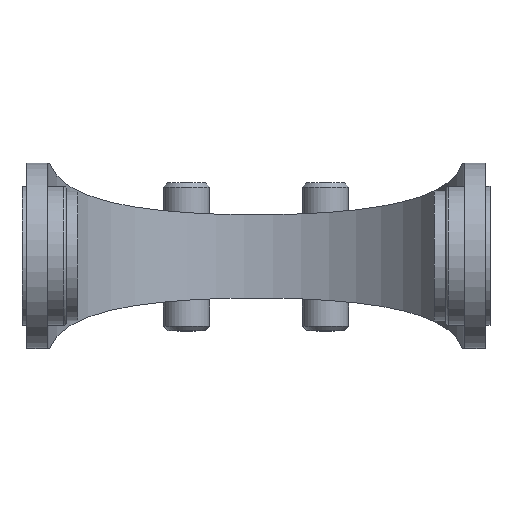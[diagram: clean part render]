
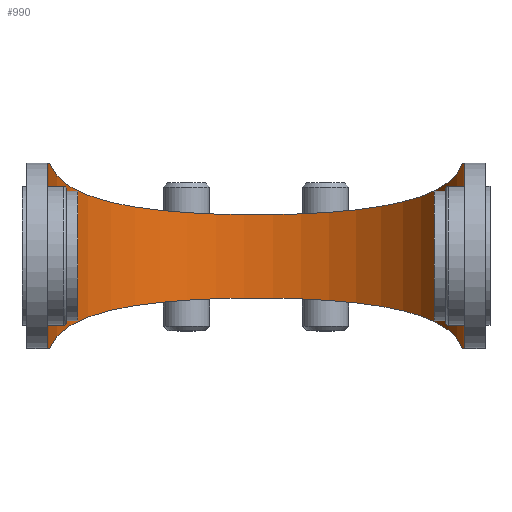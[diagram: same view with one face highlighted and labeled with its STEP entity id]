
A CAD part, top view. The second image highlights one B-rep face of the part: STEP entity #990.
In plain terms, the highlighted cylindrical face has radius 200.025 mm (diameter 400.05 mm), a partial arc.
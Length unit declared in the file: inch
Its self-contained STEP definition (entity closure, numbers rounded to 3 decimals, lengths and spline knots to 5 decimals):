
#18=B_SPLINE_CURVE_WITH_KNOTS('',3,(#1547,#1548,#1549,#1550,#1551,#1552,
#1553,#1554,#1555,#1556,#1557,#1558,#1559,#1560,#1561,#1562,#1563,#1564,
#1565,#1566,#1567,#1568,#1569,#1570,#1571,#1572,#1573,#1574,#1575,#1576),
 .UNSPECIFIED.,.F.,.F.,(4,2,2,2,2,2,2,2,2,2,2,2,2,2,4),(2.57149,
2.74681,4.12022,5.49363,6.7891,8.08458,
9.38006,10.67554,11.97102,13.2665,14.56197,
15.85745,17.23086,18.60426,18.77958),
 .UNSPECIFIED.);
#39=B_SPLINE_CURVE_WITH_KNOTS('',3,(#1825,#1826,#1827,#1828,#1829,#1830,
#1831,#1832,#1833,#1834,#1835,#1836,#1837,#1838,#1839,#1840,#1841,#1842,
#1843,#1844,#1845,#1846,#1847,#1848,#1849,#1850,#1851,#1852,#1853,#1854),
 .UNSPECIFIED.,.F.,.F.,(4,2,2,2,2,2,2,2,2,2,2,2,2,2,4),(-18.78012,
-18.60514,-17.23167,-15.85819,-14.56266,
-13.26712,-11.97158,-10.67604,-9.38051,
-8.08497,-6.78943,-5.4939,-4.12042,
-2.74695,-2.57197),.UNSPECIFIED.);
#92=LINE('',#1877,#140);
#94=LINE('',#1885,#142);
#140=VECTOR('',#1293,137.79528);
#142=VECTOR('',#1303,137.79528);
#179=CYLINDRICAL_SURFACE('',#1098,7.875);
#213=FACE_OUTER_BOUND('',#271,.T.);
#271=EDGE_LOOP('',(#734,#735,#736,#737,#738,#739,#740,#741));
#354=CIRCLE('',#1099,7.875);
#355=CIRCLE('',#1100,7.875);
#356=CIRCLE('',#1101,7.875);
#357=CIRCLE('',#1102,7.875);
#418=VERTEX_POINT('',#1545);
#419=VERTEX_POINT('',#1546);
#437=VERTEX_POINT('',#1711);
#447=VERTEX_POINT('',#1823);
#454=VERTEX_POINT('',#1874);
#455=VERTEX_POINT('',#1876);
#456=VERTEX_POINT('',#1882);
#457=VERTEX_POINT('',#1884);
#524=EDGE_CURVE('',#418,#419,#18,.T.);
#555=EDGE_CURVE('',#437,#447,#39,.T.);
#566=EDGE_CURVE('',#454,#455,#92,.T.);
#568=EDGE_CURVE('',#455,#418,#354,.T.);
#569=EDGE_CURVE('',#454,#437,#355,.T.);
#570=EDGE_CURVE('',#447,#456,#356,.T.);
#571=EDGE_CURVE('',#456,#457,#94,.T.);
#572=EDGE_CURVE('',#419,#457,#357,.T.);
#734=ORIENTED_EDGE('',*,*,#524,.F.);
#735=ORIENTED_EDGE('',*,*,#568,.F.);
#736=ORIENTED_EDGE('',*,*,#566,.F.);
#737=ORIENTED_EDGE('',*,*,#569,.T.);
#738=ORIENTED_EDGE('',*,*,#555,.T.);
#739=ORIENTED_EDGE('',*,*,#570,.T.);
#740=ORIENTED_EDGE('',*,*,#571,.T.);
#741=ORIENTED_EDGE('',*,*,#572,.F.);
#990=ADVANCED_FACE('',(#213),#179,.F.);
#1098=AXIS2_PLACEMENT_3D('',#1879,#1295,#1296);
#1099=AXIS2_PLACEMENT_3D('',#1880,#1297,#1298);
#1100=AXIS2_PLACEMENT_3D('',#1881,#1299,#1300);
#1101=AXIS2_PLACEMENT_3D('',#1883,#1301,#1302);
#1102=AXIS2_PLACEMENT_3D('',#1886,#1304,#1305);
#1293=DIRECTION('',(0.,1.,0.));
#1295=DIRECTION('center_axis',(0.,-1.,0.));
#1296=DIRECTION('ref_axis',(0.,0.,-1.));
#1297=DIRECTION('center_axis',(0.,-1.,0.));
#1298=DIRECTION('ref_axis',(-1.,0.,0.));
#1299=DIRECTION('center_axis',(0.,-1.,0.));
#1300=DIRECTION('ref_axis',(-1.,0.,0.));
#1301=DIRECTION('center_axis',(0.,-1.,0.));
#1302=DIRECTION('ref_axis',(-1.,0.,0.));
#1303=DIRECTION('',(0.,1.,0.));
#1304=DIRECTION('center_axis',(0.,-1.,0.));
#1305=DIRECTION('ref_axis',(-1.,0.,0.));
#1545=CARTESIAN_POINT('',(-7.80078,3.5,-9.38));
#1546=CARTESIAN_POINT('',(7.80078,3.5,-9.38));
#1547=CARTESIAN_POINT('Ctrl Pts',(-7.80078,3.5,-9.38));
#1548=CARTESIAN_POINT('Ctrl Pts',(-7.79,3.46907,-9.45797));
#1549=CARTESIAN_POINT('Ctrl Pts',(-7.77803,3.43849,-9.5359));
#1550=CARTESIAN_POINT('Ctrl Pts',(-7.66184,3.17154,-10.22333));
#1551=CARTESIAN_POINT('Ctrl Pts',(-7.48486,2.95686,-10.82793));
#1552=CARTESIAN_POINT('Ctrl Pts',(-6.99231,2.58084,-11.97752));
#1553=CARTESIAN_POINT('Ctrl Pts',(-6.67666,2.41935,-12.52242));
#1554=CARTESIAN_POINT('Ctrl Pts',(-5.95989,2.15602,-13.48141));
#1555=CARTESIAN_POINT('Ctrl Pts',(-5.54763,2.0452,-13.92371));
#1556=CARTESIAN_POINT('Ctrl Pts',(-4.61642,1.86131,-14.71039));
#1557=CARTESIAN_POINT('Ctrl Pts',(-4.09755,1.788,-15.05479));
#1558=CARTESIAN_POINT('Ctrl Pts',(-2.99192,1.67508,-15.61212));
#1559=CARTESIAN_POINT('Ctrl Pts',(-2.40392,1.63518,-15.82569));
#1560=CARTESIAN_POINT('Ctrl Pts',(-1.20549,1.5834,-16.10785));
#1561=CARTESIAN_POINT('Ctrl Pts',(-0.59504,1.57149,-16.17635));
#1562=CARTESIAN_POINT('Ctrl Pts',(0.59504,1.57149,-16.17635));
#1563=CARTESIAN_POINT('Ctrl Pts',(1.20549,1.5834,-16.10785));
#1564=CARTESIAN_POINT('Ctrl Pts',(2.40392,1.63518,-15.82569));
#1565=CARTESIAN_POINT('Ctrl Pts',(2.99192,1.67508,-15.61212));
#1566=CARTESIAN_POINT('Ctrl Pts',(4.09755,1.788,-15.05479));
#1567=CARTESIAN_POINT('Ctrl Pts',(4.61642,1.86131,-14.71039));
#1568=CARTESIAN_POINT('Ctrl Pts',(5.54763,2.0452,-13.92371));
#1569=CARTESIAN_POINT('Ctrl Pts',(5.95989,2.15602,-13.48141));
#1570=CARTESIAN_POINT('Ctrl Pts',(6.67666,2.41935,-12.52242));
#1571=CARTESIAN_POINT('Ctrl Pts',(6.99231,2.58084,-11.97752));
#1572=CARTESIAN_POINT('Ctrl Pts',(7.48486,2.95686,-10.82793));
#1573=CARTESIAN_POINT('Ctrl Pts',(7.66184,3.17154,-10.22333));
#1574=CARTESIAN_POINT('Ctrl Pts',(7.77803,3.43849,-9.5359));
#1575=CARTESIAN_POINT('Ctrl Pts',(7.79,3.46907,-9.45797));
#1576=CARTESIAN_POINT('Ctrl Pts',(7.80078,3.5,-9.38));
#1711=CARTESIAN_POINT('',(-7.80078,-3.5,-9.38));
#1823=CARTESIAN_POINT('',(7.80078,-3.5,-9.38));
#1825=CARTESIAN_POINT('Ctrl Pts',(-7.80078,-3.5,-9.38));
#1826=CARTESIAN_POINT('Ctrl Pts',(-7.79002,-3.46913,-9.45782));
#1827=CARTESIAN_POINT('Ctrl Pts',(-7.77808,-3.43861,-9.53559));
#1828=CARTESIAN_POINT('Ctrl Pts',(-7.66195,-3.17169,-10.2229));
#1829=CARTESIAN_POINT('Ctrl Pts',(-7.48499,-2.957,-10.82753));
#1830=CARTESIAN_POINT('Ctrl Pts',(-6.99248,-2.58094,-11.9772));
#1831=CARTESIAN_POINT('Ctrl Pts',(-6.67684,-2.41943,-12.52214));
#1832=CARTESIAN_POINT('Ctrl Pts',(-5.96008,-2.15607,-13.4812));
#1833=CARTESIAN_POINT('Ctrl Pts',(-5.54781,-2.04524,-13.92354));
#1834=CARTESIAN_POINT('Ctrl Pts',(-4.61658,-1.86133,-14.71027));
#1835=CARTESIAN_POINT('Ctrl Pts',(-4.0977,-1.78802,-15.0547));
#1836=CARTESIAN_POINT('Ctrl Pts',(-2.99204,-1.67509,-15.61207));
#1837=CARTESIAN_POINT('Ctrl Pts',(-2.40402,-1.63518,-15.82566));
#1838=CARTESIAN_POINT('Ctrl Pts',(-1.20554,-1.5834,-16.10784));
#1839=CARTESIAN_POINT('Ctrl Pts',(-0.59506,-1.57149,
-16.17635));
#1840=CARTESIAN_POINT('Ctrl Pts',(0.59506,-1.57149,-16.17635));
#1841=CARTESIAN_POINT('Ctrl Pts',(1.20554,-1.5834,-16.10784));
#1842=CARTESIAN_POINT('Ctrl Pts',(2.40402,-1.63518,-15.82566));
#1843=CARTESIAN_POINT('Ctrl Pts',(2.99204,-1.67509,-15.61207));
#1844=CARTESIAN_POINT('Ctrl Pts',(4.0977,-1.78802,-15.0547));
#1845=CARTESIAN_POINT('Ctrl Pts',(4.61658,-1.86133,-14.71027));
#1846=CARTESIAN_POINT('Ctrl Pts',(5.54781,-2.04524,-13.92354));
#1847=CARTESIAN_POINT('Ctrl Pts',(5.96008,-2.15607,-13.4812));
#1848=CARTESIAN_POINT('Ctrl Pts',(6.67684,-2.41943,-12.52214));
#1849=CARTESIAN_POINT('Ctrl Pts',(6.99248,-2.58094,-11.9772));
#1850=CARTESIAN_POINT('Ctrl Pts',(7.48499,-2.957,-10.82753));
#1851=CARTESIAN_POINT('Ctrl Pts',(7.66195,-3.17169,-10.2229));
#1852=CARTESIAN_POINT('Ctrl Pts',(7.77808,-3.43861,-9.53559));
#1853=CARTESIAN_POINT('Ctrl Pts',(7.79002,-3.46913,-9.45782));
#1854=CARTESIAN_POINT('Ctrl Pts',(7.80078,-3.5,-9.38));
#1874=CARTESIAN_POINT('',(-7.875,-3.5,-8.30135));
#1876=CARTESIAN_POINT('',(-7.875,3.5,-8.30135));
#1877=CARTESIAN_POINT('',(-7.875,-3.5,-8.30135));
#1879=CARTESIAN_POINT('Origin',(0.,-3.5,-8.30135));
#1880=CARTESIAN_POINT('Origin',(0.,3.5,-8.30135));
#1881=CARTESIAN_POINT('Origin',(0.,-3.5,-8.30135));
#1882=CARTESIAN_POINT('',(7.875,-3.5,-8.30135));
#1883=CARTESIAN_POINT('Origin',(0.,-3.5,-8.30135));
#1884=CARTESIAN_POINT('',(7.875,3.5,-8.30135));
#1885=CARTESIAN_POINT('',(7.875,-3.5,-8.30135));
#1886=CARTESIAN_POINT('Origin',(0.,3.5,-8.30135));
